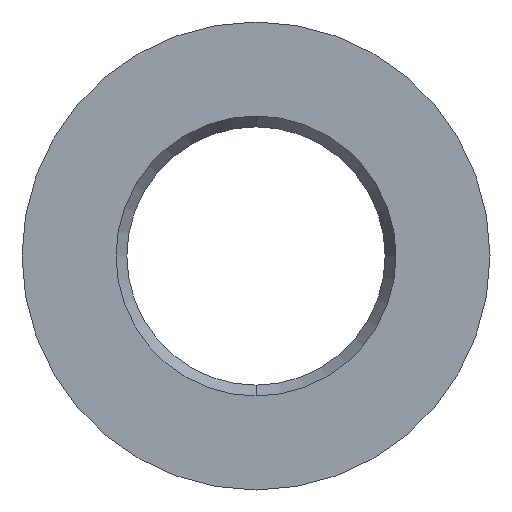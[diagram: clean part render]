
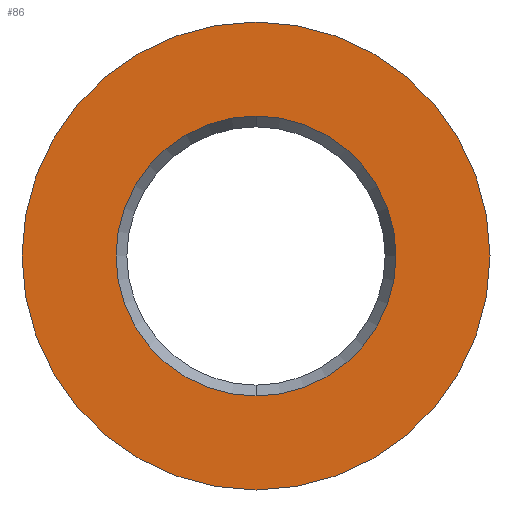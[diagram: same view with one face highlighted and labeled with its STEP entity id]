
A CAD part, front view. The second image highlights one B-rep face of the part: STEP entity #86.
In plain terms, the highlighted planar face has unit normal (0, -1, 0).
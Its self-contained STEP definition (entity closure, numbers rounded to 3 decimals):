
#3 = EDGE_CURVE ( 'NONE', #22, #30, #314, .T. ) ;
#22 = VERTEX_POINT ( 'NONE', #335 ) ;
#28 = EDGE_CURVE ( 'NONE', #30, #22, #281, .T. ) ;
#30 = VERTEX_POINT ( 'NONE', #271 ) ;
#60 = EDGE_LOOP ( 'NONE', ( #102, #93 ) ) ;
#65 = EDGE_CURVE ( 'NONE', #188, #176, #402, .T. ) ;
#86 = ADVANCED_FACE ( 'NONE', ( #481, #491 ), #446, .F. ) ;
#87 = EDGE_LOOP ( 'NONE', ( #104, #88 ) ) ;
#88 = ORIENTED_EDGE ( 'NONE', *, *, #65, .T. ) ;
#93 = ORIENTED_EDGE ( 'NONE', *, *, #3, .F. ) ;
#102 = ORIENTED_EDGE ( 'NONE', *, *, #28, .F. ) ;
#104 = ORIENTED_EDGE ( 'NONE', *, *, #175, .T. ) ;
#175 = EDGE_CURVE ( 'NONE', #176, #188, #731, .T. ) ;
#176 = VERTEX_POINT ( 'NONE', #630 ) ;
#188 = VERTEX_POINT ( 'NONE', #635 ) ;
#243 = DIRECTION ( 'NONE',  ( 0., 0., 1. ) ) ;
#244 = DIRECTION ( 'NONE',  ( 0., 1., 0. ) ) ;
#271 = CARTESIAN_POINT ( 'NONE',  ( 0., -4.763, 3.175 ) ) ;
#277 = DIRECTION ( 'NONE',  ( 0., 0., 1. ) ) ;
#278 = DIRECTION ( 'NONE',  ( 0., 1., 0. ) ) ;
#279 = CARTESIAN_POINT ( 'NONE',  ( 0., -4.763, 0. ) ) ;
#280 = AXIS2_PLACEMENT_3D ( 'NONE', #279, #278, #277 ) ;
#281 = CIRCLE ( 'NONE', #280, 3.175 ) ;
#313 = AXIS2_PLACEMENT_3D ( 'NONE', #340, #244, #243 ) ;
#314 = CIRCLE ( 'NONE', #313, 3.175 ) ;
#335 = CARTESIAN_POINT ( 'NONE',  ( 0., -4.763, -3.175 ) ) ;
#340 = CARTESIAN_POINT ( 'NONE',  ( 0., -4.763, 0. ) ) ;
#385 = CARTESIAN_POINT ( 'NONE',  ( 0., -4.763, 0. ) ) ;
#399 = DIRECTION ( 'NONE',  ( 0., 0., 1. ) ) ;
#400 = DIRECTION ( 'NONE',  ( 0., 1., 0. ) ) ;
#401 = AXIS2_PLACEMENT_3D ( 'NONE', #385, #400, #399 ) ;
#402 = CIRCLE ( 'NONE', #401, 1.899 ) ;
#442 = DIRECTION ( 'NONE',  ( 0., 0., 1. ) ) ;
#443 = DIRECTION ( 'NONE',  ( 0., 1., 0. ) ) ;
#444 = CARTESIAN_POINT ( 'NONE',  ( 1.588, -4.763, 0. ) ) ;
#445 = AXIS2_PLACEMENT_3D ( 'NONE', #444, #443, #442 ) ;
#446 = PLANE ( 'NONE',  #445 ) ;
#481 = FACE_OUTER_BOUND ( 'NONE', #60, .T. ) ;
#491 = FACE_BOUND ( 'NONE', #87, .T. ) ;
#630 = CARTESIAN_POINT ( 'NONE',  ( 0., -4.763, -1.899 ) ) ;
#631 = DIRECTION ( 'NONE',  ( 0., 0., 1. ) ) ;
#632 = DIRECTION ( 'NONE',  ( 0., 1., 0. ) ) ;
#633 = CARTESIAN_POINT ( 'NONE',  ( 0., -4.763, 0. ) ) ;
#634 = AXIS2_PLACEMENT_3D ( 'NONE', #633, #632, #631 ) ;
#635 = CARTESIAN_POINT ( 'NONE',  ( 0., -4.763, 1.899 ) ) ;
#731 = CIRCLE ( 'NONE', #634, 1.899 ) ;
